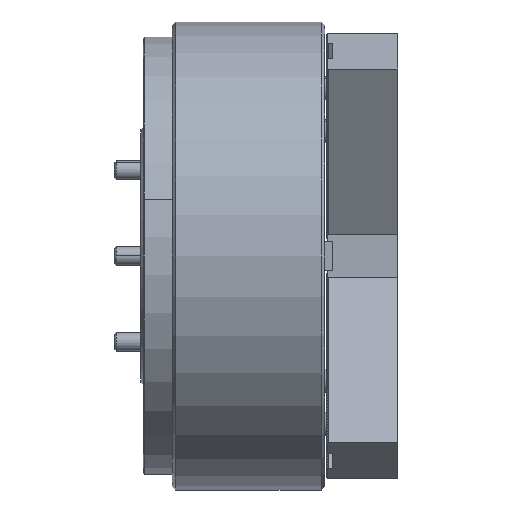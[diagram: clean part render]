
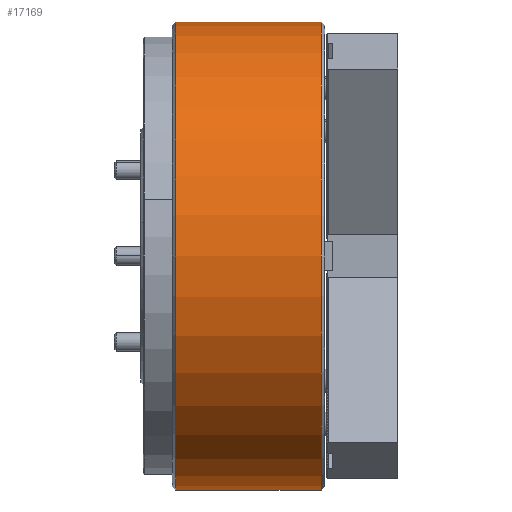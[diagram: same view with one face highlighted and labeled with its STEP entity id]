
A CAD part, front view. The second image highlights one B-rep face of the part: STEP entity #17169.
In plain terms, the highlighted cylindrical face has radius 202.5 mm (diameter 405 mm), a partial arc.
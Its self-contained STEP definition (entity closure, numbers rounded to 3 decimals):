
#325 = AXIS2_PLACEMENT_3D ( 'NONE', #43607, #22625, #1754 ) ;
#1642 = VECTOR ( 'NONE', #37277, 1000. ) ;
#1754 = DIRECTION ( 'NONE',  ( 0., 0., -1. ) ) ;
#2585 = VERTEX_POINT ( 'NONE', #24410 ) ;
#4129 = CARTESIAN_POINT ( 'NONE',  ( 3., 0., 202.5 ) ) ;
#5954 = DIRECTION ( 'NONE',  ( 1., 0., 0. ) ) ;
#7069 = DIRECTION ( 'NONE',  ( 1., 0., 0. ) ) ;
#8328 = EDGE_LOOP ( 'NONE', ( #20835, #11417, #35364, #22452 ) ) ;
#8741 = DIRECTION ( 'NONE',  ( 1., 0., 0. ) ) ;
#8834 = LINE ( 'NONE', #30406, #18117 ) ;
#9293 = CARTESIAN_POINT ( 'NONE',  ( 138.442, 0., -202.5 ) ) ;
#9768 = AXIS2_PLACEMENT_3D ( 'NONE', #24480, #7069, #31360 ) ;
#11417 = ORIENTED_EDGE ( 'NONE', *, *, #42274, .T. ) ;
#11958 = VERTEX_POINT ( 'NONE', #4129 ) ;
#15212 = EDGE_CURVE ( 'NONE', #2585, #35726, #38814, .T. ) ;
#17169 = ADVANCED_FACE ( 'NONE', ( #30883 ), #21586, .T. ) ;
#18117 = VECTOR ( 'NONE', #5954, 1000. ) ;
#20835 = ORIENTED_EDGE ( 'NONE', *, *, #40774, .F. ) ;
#21586 = CYLINDRICAL_SURFACE ( 'NONE', #9768, 202.5 ) ;
#21748 = EDGE_CURVE ( 'NONE', #35726, #31382, #21777, .T. ) ;
#21777 = CIRCLE ( 'NONE', #325, 202.5 ) ;
#22452 = ORIENTED_EDGE ( 'NONE', *, *, #21748, .T. ) ;
#22625 = DIRECTION ( 'NONE',  ( -1., 0., 0. ) ) ;
#24410 = CARTESIAN_POINT ( 'NONE',  ( 3., 0., -202.5 ) ) ;
#24480 = CARTESIAN_POINT ( 'NONE',  ( 138.442, 0., 0. ) ) ;
#25322 = CIRCLE ( 'NONE', #36113, 202.5 ) ;
#29669 = CARTESIAN_POINT ( 'NONE',  ( 3., 0., 0. ) ) ;
#30406 = CARTESIAN_POINT ( 'NONE',  ( 138.442, 0., 202.5 ) ) ;
#30883 = FACE_OUTER_BOUND ( 'NONE', #8328, .T. ) ;
#31360 = DIRECTION ( 'NONE',  ( 0., 0., -1. ) ) ;
#31382 = VERTEX_POINT ( 'NONE', #38221 ) ;
#33201 = DIRECTION ( 'NONE',  ( 0., 0., 1. ) ) ;
#35364 = ORIENTED_EDGE ( 'NONE', *, *, #15212, .T. ) ;
#35726 = VERTEX_POINT ( 'NONE', #40494 ) ;
#36113 = AXIS2_PLACEMENT_3D ( 'NONE', #29669, #8741, #33201 ) ;
#37277 = DIRECTION ( 'NONE',  ( 1., 0., 0. ) ) ;
#38221 = CARTESIAN_POINT ( 'NONE',  ( 129., 0., 202.5 ) ) ;
#38814 = LINE ( 'NONE', #9293, #1642 ) ;
#40494 = CARTESIAN_POINT ( 'NONE',  ( 129., 0., -202.5 ) ) ;
#40774 = EDGE_CURVE ( 'NONE', #11958, #31382, #8834, .T. ) ;
#42274 = EDGE_CURVE ( 'NONE', #11958, #2585, #25322, .T. ) ;
#43607 = CARTESIAN_POINT ( 'NONE',  ( 129., 0., 0. ) ) ;
